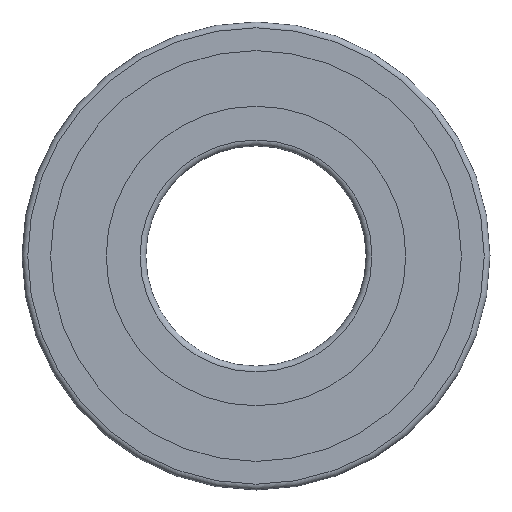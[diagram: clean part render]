
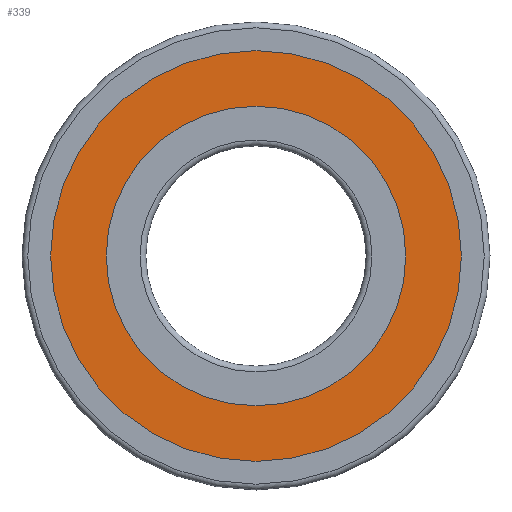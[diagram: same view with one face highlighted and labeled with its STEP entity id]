
A CAD part, left-side view. The second image highlights one B-rep face of the part: STEP entity #339.
In plain terms, the highlighted planar face has unit normal (-1, 0, 0).
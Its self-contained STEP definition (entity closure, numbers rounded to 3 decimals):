
#134=ORIENTED_EDGE('',*,*,#162,.T.);
#135=ORIENTED_EDGE('',*,*,#160,.F.);
#160=EDGE_CURVE('',#184,#184,#209,.T.);
#162=EDGE_CURVE('',#186,#186,#211,.T.);
#184=VERTEX_POINT('',#642);
#186=VERTEX_POINT('',#647);
#209=CIRCLE('',#435,74.6);
#211=CIRCLE('',#438,54.4);
#255=EDGE_LOOP('',(#134));
#256=EDGE_LOOP('',(#135));
#303=FACE_BOUND('',#255,.T.);
#304=FACE_BOUND('',#256,.T.);
#316=PLANE('',#437);
#339=ADVANCED_FACE('',(#303,#304),#316,.T.);
#435=AXIS2_PLACEMENT_3D('',#641,#541,#542);
#437=AXIS2_PLACEMENT_3D('',#645,#545,#546);
#438=AXIS2_PLACEMENT_3D('',#646,#547,#548);
#541=DIRECTION('',(1.,0.,0.));
#542=DIRECTION('',(0.,0.,-1.));
#545=DIRECTION('',(-1.,0.,0.));
#546=DIRECTION('',(0.,0.,1.));
#547=DIRECTION('',(1.,0.,0.));
#548=DIRECTION('',(0.,0.,-1.));
#641=CARTESIAN_POINT('',(0.468,0.,0.));
#642=CARTESIAN_POINT('',(0.468,0.,-74.6));
#645=CARTESIAN_POINT('',(0.468,74.6,0.));
#646=CARTESIAN_POINT('',(0.468,0.,0.));
#647=CARTESIAN_POINT('',(0.468,0.,-54.4));
